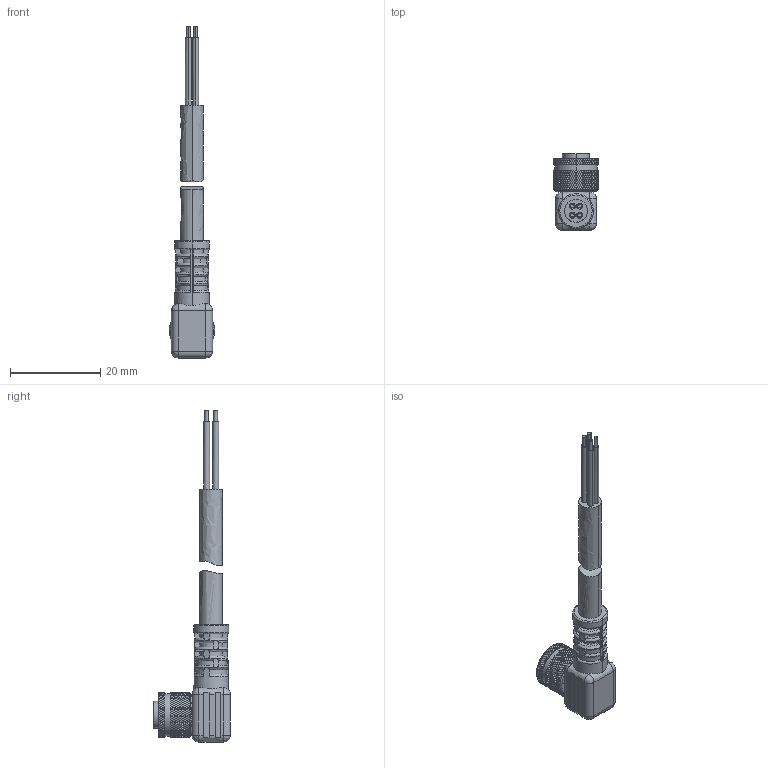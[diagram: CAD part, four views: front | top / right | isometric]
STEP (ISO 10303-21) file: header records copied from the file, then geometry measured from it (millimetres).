
FILE_DESCRIPTION( ('This file contains a STEP AP42 implementation' ,'as created by ZW3D STEP Interface translator.') ,'2;1' );
FILE_NAME( 'C-FA4TZ-X07X.stp' ,'2011 6.15 142', (''), ('ZWCAD Software Co.'), 'Version 1.0', 'ZW3D to STEP translator', '' );
FILE_SCHEMA(('AUTOMOTIVE_DESIGN'));
Length unit declared in the file: millimetre
Products named in the file (2): 0; C-FA4TZV072-YELLOW
Bounding box: 10 x 17 x 73.5 mm (x, y, z)
Volume: 656.8 mm3; surface area: 2799 mm2
Topology: 2 solids, 3 shells, 5121 faces, 11086 edges, 5943 vertices
Faces by surface type: bspline 5121
Entity records: 224828 total; most frequent: CARTESIAN_POINT 150832, ORIENTED_EDGE 22060, EDGE_CURVE 11030, B_SPLINE_CURVE_WITH_KNOTS 10455, VERTEX_POINT 5935, EDGE_LOOP 5135, FACE_OUTER_BOUND 5117, ADVANCED_FACE 5117
